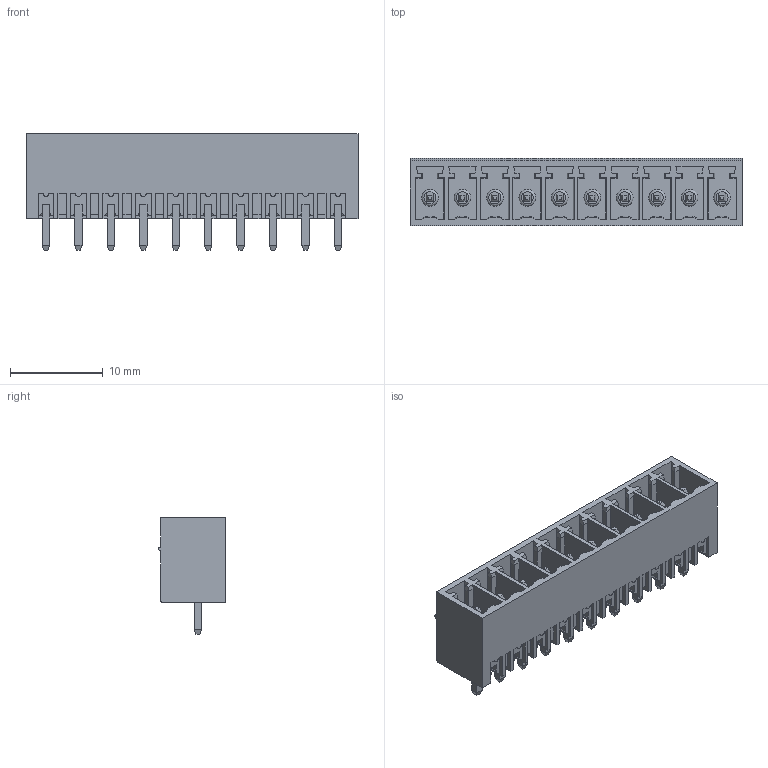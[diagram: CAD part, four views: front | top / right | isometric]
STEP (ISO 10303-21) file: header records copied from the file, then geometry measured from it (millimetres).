
FILE_DESCRIPTION(('STEP AP214'),'1');
FILE_NAME('PV10-3,5-V-P.stp','2018-11-29T10:44:41',(' '),(' '),'Spatial InterOp 3D',' ',' ');
FILE_SCHEMA(('AUTOMOTIVE_DESIGN { 1 0 10303 214 1 1 1 1 }'));
Length unit declared in the file: metre
Products named in the file (1): 1
Bounding box: 35.8 x 7.25 x 12.6 mm (x, y, z)
Volume: 1208.4 mm3; surface area: 3143.9 mm2
Topology: 1 solids, 1 shells, 675 faces, 1749 edges, 1106 vertices
Faces by surface type: plane 624, cylinder 31, torus 10, cone 10
Full cylindrical faces by diameter (mm): 1.8 x10
Entity records: 25252 total; most frequent: CARTESIAN_POINT 3551, ORIENTED_EDGE 3438, DIRECTION 3133, EDGE_CURVE 1719, LINE 1617, VECTOR 1617, VERTEX_POINT 1096, AXIS2_PLACEMENT_3D 758
